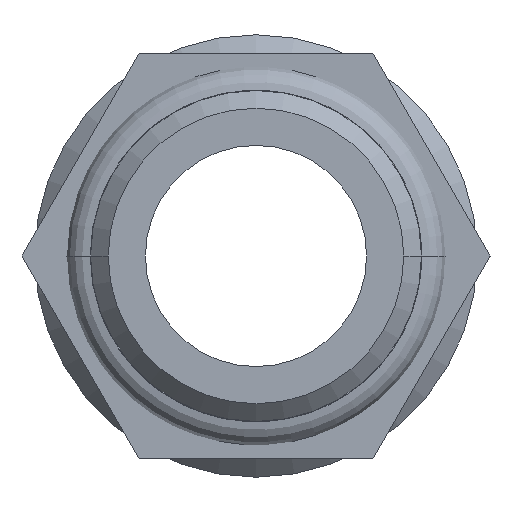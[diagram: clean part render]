
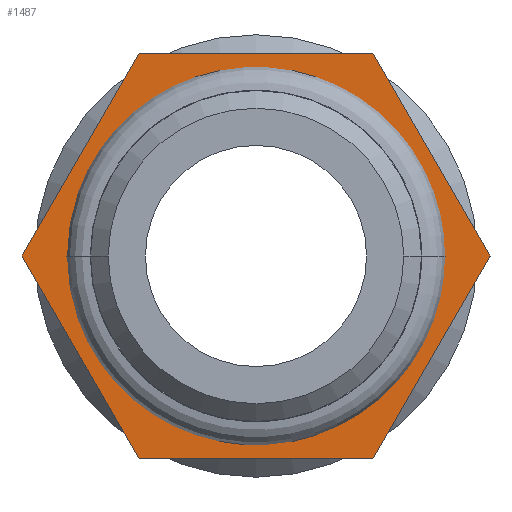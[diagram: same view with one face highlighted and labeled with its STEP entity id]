
A CAD part, left-side view. The second image highlights one B-rep face of the part: STEP entity #1487.
In plain terms, the highlighted planar face has unit normal (-1, 0, 0).
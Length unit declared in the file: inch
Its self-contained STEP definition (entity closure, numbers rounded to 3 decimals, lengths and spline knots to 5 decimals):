
#446=CARTESIAN_POINT('',(-35.61,0.,0.));
#447=DIRECTION('',(1.,0.,0.));
#448=DIRECTION('',(0.,1.,0.));
#449=AXIS2_PLACEMENT_3D('',#446,#447,#448);
#468=CARTESIAN_POINT('',(-35.61,0.,0.));
#469=DIRECTION('',(-1.,0.,0.));
#470=DIRECTION('',(0.,1.,0.));
#471=AXIS2_PLACEMENT_3D('',#468,#469,#470);
#476=DIRECTION('',(0.,1.,0.));
#477=VECTOR('',#476,0.39664);
#478=CARTESIAN_POINT('',(-35.61,-0.19832,-0.3435));
#479=LINE('',#478,#477);
#483=DIRECTION('',(0.,0.5,0.866));
#484=VECTOR('',#483,0.39664);
#485=CARTESIAN_POINT('',(-35.61,0.19832,-0.3435));
#486=LINE('',#485,#484);
#490=DIRECTION('',(0.,-0.5,0.866));
#491=VECTOR('',#490,0.39664);
#492=CARTESIAN_POINT('',(-35.61,0.39664,0.));
#493=LINE('',#492,#491);
#497=DIRECTION('',(0.,-1.,0.));
#498=VECTOR('',#497,0.39664);
#499=CARTESIAN_POINT('',(-35.61,0.19832,0.3435));
#500=LINE('',#499,#498);
#504=DIRECTION('',(0.,-0.5,-0.866));
#505=VECTOR('',#504,0.39664);
#506=CARTESIAN_POINT('',(-35.61,-0.19832,0.3435));
#507=LINE('',#506,#505);
#511=DIRECTION('',(0.,0.5,-0.866));
#512=VECTOR('',#511,0.39664);
#513=CARTESIAN_POINT('',(-35.61,-0.39664,0.));
#514=LINE('',#513,#512);
#1068=CARTESIAN_POINT('',(-35.61,0.241,0.));
#1070=VERTEX_POINT('',#1068);
#1082=CARTESIAN_POINT('',(-35.61,-0.241,0.));
#1084=VERTEX_POINT('',#1082);
#1098=CARTESIAN_POINT('',(-35.61,-0.19832,0.3435));
#1100=VERTEX_POINT('',#1098);
#1102=CARTESIAN_POINT('',(-35.61,-0.39664,0.));
#1104=VERTEX_POINT('',#1102);
#1106=CARTESIAN_POINT('',(-35.61,-0.19832,-0.3435));
#1108=VERTEX_POINT('',#1106);
#1110=CARTESIAN_POINT('',(-35.61,0.19832,-0.3435));
#1112=VERTEX_POINT('',#1110);
#1114=CARTESIAN_POINT('',(-35.61,0.39664,0.));
#1116=VERTEX_POINT('',#1114);
#1118=CARTESIAN_POINT('',(-35.61,0.19832,0.3435));
#1120=VERTEX_POINT('',#1118);
#1464=CARTESIAN_POINT('',(-35.61,0.,0.));
#1465=DIRECTION('',(1.,0.,0.));
#1466=DIRECTION('',(0.,-1.,0.));
#1467=AXIS2_PLACEMENT_3D('',#1464,#1465,#1466);
#1468=PLANE('',#1467);
#1470=ORIENTED_EDGE('',*,*,#1469,.T.);
#1472=ORIENTED_EDGE('',*,*,#1471,.T.);
#1474=ORIENTED_EDGE('',*,*,#1473,.T.);
#1476=ORIENTED_EDGE('',*,*,#1475,.T.);
#1478=ORIENTED_EDGE('',*,*,#1477,.T.);
#1480=ORIENTED_EDGE('',*,*,#1479,.T.);
#1481=EDGE_LOOP('',(#1470,#1472,#1474,#1476,#1478,#1480));
#1482=FACE_OUTER_BOUND('',#1481,.F.);
#1483=ORIENTED_EDGE('',*,*,#1443,.F.);
#1484=ORIENTED_EDGE('',*,*,#1459,.T.);
#1485=EDGE_LOOP('',(#1483,#1484));
#1486=FACE_BOUND('',#1485,.F.);
#1487=ADVANCED_FACE('',(#1482,#1486),#1468,.F.);
#450=CIRCLE('',#449,0.241);
#472=CIRCLE('',#471,0.241);
#1443=EDGE_CURVE('',#1070,#1084,#450,.T.);
#1459=EDGE_CURVE('',#1070,#1084,#472,.T.);
#1469=EDGE_CURVE('',#1108,#1112,#479,.T.);
#1471=EDGE_CURVE('',#1112,#1116,#486,.T.);
#1473=EDGE_CURVE('',#1116,#1120,#493,.T.);
#1475=EDGE_CURVE('',#1120,#1100,#500,.T.);
#1477=EDGE_CURVE('',#1100,#1104,#507,.T.);
#1479=EDGE_CURVE('',#1104,#1108,#514,.T.);
